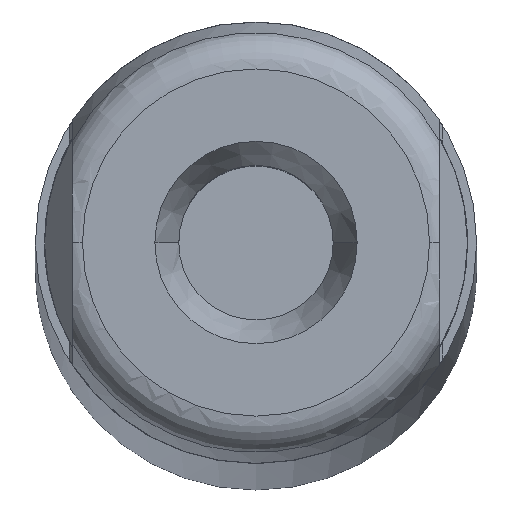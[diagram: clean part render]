
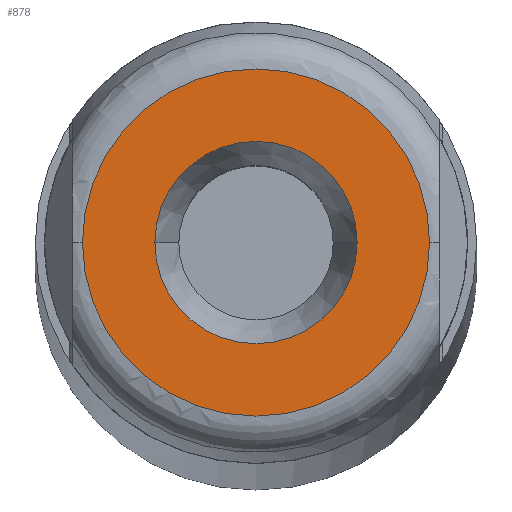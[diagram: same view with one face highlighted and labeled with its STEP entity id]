
A CAD part, top view. The second image highlights one B-rep face of the part: STEP entity #878.
In plain terms, the highlighted planar face has unit normal (0, 0, 1).
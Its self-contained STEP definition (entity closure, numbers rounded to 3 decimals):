
#17 = CARTESIAN_POINT ( 'NONE',  ( 0., 0., 0. ) ) ;
#18 = DIRECTION ( 'NONE',  ( -1., 0., 0. ) ) ;
#19 = DIRECTION ( 'NONE',  ( 0., 0., -1. ) ) ;
#20 = AXIS2_PLACEMENT_3D ( 'NONE', #17, #57, #56 ) ;
#21 = CIRCLE ( 'NONE', #20, 2.75 ) ;
#23 = FACE_BOUND ( 'NONE', #879, .T. ) ;
#28 = CARTESIAN_POINT ( 'NONE',  ( 0., 0., 0. ) ) ;
#29 = AXIS2_PLACEMENT_3D ( 'NONE', #28, #19, #18 ) ;
#30 = PLANE ( 'NONE',  #29 ) ;
#49 = FACE_OUTER_BOUND ( 'NONE', #883, .T. ) ;
#50 = DIRECTION ( 'NONE',  ( 1., 0., 0. ) ) ;
#51 = DIRECTION ( 'NONE',  ( 0., 0., 1. ) ) ;
#52 = CARTESIAN_POINT ( 'NONE',  ( 0., 0., 0. ) ) ;
#53 = AXIS2_PLACEMENT_3D ( 'NONE', #52, #51, #50 ) ;
#54 = CIRCLE ( 'NONE', #53, 4.72 ) ;
#56 = DIRECTION ( 'NONE',  ( 1., 0., 0. ) ) ;
#57 = DIRECTION ( 'NONE',  ( 0., 0., 1. ) ) ;
#152 = CARTESIAN_POINT ( 'NONE',  ( -4.72, 0., 0. ) ) ;
#413 = CARTESIAN_POINT ( 'NONE',  ( 2.75, 0., 0. ) ) ;
#414 = DIRECTION ( 'NONE',  ( 1., 0., 0. ) ) ;
#415 = DIRECTION ( 'NONE',  ( 0., 0., 1. ) ) ;
#440 = CARTESIAN_POINT ( 'NONE',  ( 0., 0., 0. ) ) ;
#441 = AXIS2_PLACEMENT_3D ( 'NONE', #440, #415, #414 ) ;
#458 = CIRCLE ( 'NONE', #441, 2.75 ) ;
#464 = CARTESIAN_POINT ( 'NONE',  ( -2.75, 0., 0. ) ) ;
#760 = EDGE_CURVE ( 'NONE', #761, #933, #1209, .T. ) ;
#761 = VERTEX_POINT ( 'NONE', #1204 ) ;
#878 = ADVANCED_FACE ( 'NONE', ( #23, #49 ), #30, .F. ) ;
#879 = EDGE_LOOP ( 'NONE', ( #880, #882 ) ) ;
#880 = ORIENTED_EDGE ( 'NONE', *, *, #881, .F. ) ;
#881 = EDGE_CURVE ( 'NONE', #1461, #1458, #21, .T. ) ;
#882 = ORIENTED_EDGE ( 'NONE', *, *, #1460, .F. ) ;
#883 = EDGE_LOOP ( 'NONE', ( #884, #885 ) ) ;
#884 = ORIENTED_EDGE ( 'NONE', *, *, #760, .T. ) ;
#885 = ORIENTED_EDGE ( 'NONE', *, *, #886, .T. ) ;
#886 = EDGE_CURVE ( 'NONE', #933, #761, #54, .T. ) ;
#933 = VERTEX_POINT ( 'NONE', #152 ) ;
#1204 = CARTESIAN_POINT ( 'NONE',  ( 4.72, 0., 0. ) ) ;
#1205 = DIRECTION ( 'NONE',  ( 1., 0., 0. ) ) ;
#1206 = DIRECTION ( 'NONE',  ( 0., 0., 1. ) ) ;
#1207 = CARTESIAN_POINT ( 'NONE',  ( 0., 0., 0. ) ) ;
#1208 = AXIS2_PLACEMENT_3D ( 'NONE', #1207, #1206, #1205 ) ;
#1209 = CIRCLE ( 'NONE', #1208, 4.72 ) ;
#1458 = VERTEX_POINT ( 'NONE', #464 ) ;
#1460 = EDGE_CURVE ( 'NONE', #1458, #1461, #458, .T. ) ;
#1461 = VERTEX_POINT ( 'NONE', #413 ) ;
